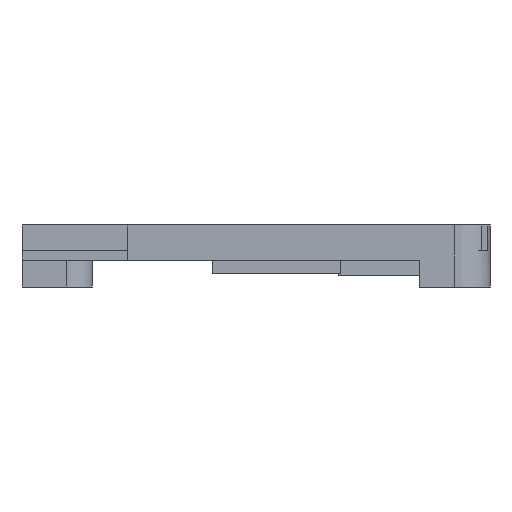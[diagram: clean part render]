
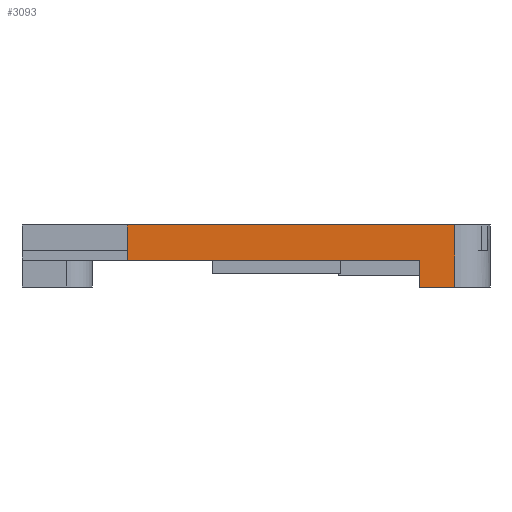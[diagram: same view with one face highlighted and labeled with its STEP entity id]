
A CAD part, left-side view. The second image highlights one B-rep face of the part: STEP entity #3093.
In plain terms, the highlighted planar face has unit normal (-1, 0, 0).
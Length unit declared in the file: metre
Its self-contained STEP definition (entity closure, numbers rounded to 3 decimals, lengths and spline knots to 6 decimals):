
#203=ORIENTED_EDGE('',*,*,#1107,.F.);
#204=ORIENTED_EDGE('',*,*,#1108,.T.);
#205=ORIENTED_EDGE('',*,*,#1109,.T.);
#206=ORIENTED_EDGE('',*,*,#1110,.F.);
#207=ORIENTED_EDGE('',*,*,#1111,.T.);
#208=ORIENTED_EDGE('',*,*,#1112,.T.);
#1107=EDGE_CURVE('',#1559,#1560,#1864,.T.);
#1108=EDGE_CURVE('',#1559,#1561,#1865,.T.);
#1109=EDGE_CURVE('',#1561,#1562,#1866,.T.);
#1110=EDGE_CURVE('',#1563,#1562,#1867,.T.);
#1111=EDGE_CURVE('',#1563,#1564,#1868,.T.);
#1112=EDGE_CURVE('',#1564,#1560,#1869,.F.);
#1559=VERTEX_POINT('',#4555);
#1560=VERTEX_POINT('',#4556);
#1561=VERTEX_POINT('',#4558);
#1562=VERTEX_POINT('',#4560);
#1563=VERTEX_POINT('',#4562);
#1564=VERTEX_POINT('',#4564);
#1864=LINE('',#4554,#2292);
#1865=LINE('',#4557,#2293);
#1866=LINE('',#4559,#2294);
#1867=LINE('',#4561,#2295);
#1868=LINE('',#4563,#2296);
#1869=LINE('',#4565,#2297);
#2292=VECTOR('',#3644,1.);
#2293=VECTOR('',#3645,1.);
#2294=VECTOR('',#3646,1.);
#2295=VECTOR('',#3647,1.);
#2296=VECTOR('',#3648,1.);
#2297=VECTOR('',#3649,1.);
#2606=EDGE_LOOP('',(#203,#204,#205,#206,#207,#208));
#2774=FACE_BOUND('',#2606,.T.);
#2945=PLANE('',#3266);
#3093=ADVANCED_FACE('',(#2774),#2945,.F.);
#3266=AXIS2_PLACEMENT_3D('',#4553,#3642,#3643);
#3642=DIRECTION('',(1.,0.,0.));
#3643=DIRECTION('',(0.,0.,-1.));
#3644=DIRECTION('',(0.,-1.,0.));
#3645=DIRECTION('',(0.,0.,-1.));
#3646=DIRECTION('',(0.,-1.,0.));
#3647=DIRECTION('',(0.,0.,1.));
#3648=DIRECTION('',(0.,-1.,0.));
#3649=DIRECTION('',(0.,0.,-1.));
#4553=CARTESIAN_POINT('',(-0.005062,0.08827,0.001));
#4554=CARTESIAN_POINT('',(-0.005062,0.08827,0.0035));
#4555=CARTESIAN_POINT('',(-0.005062,0.10477,0.0035));
#4556=CARTESIAN_POINT('',(-0.005062,0.07677,0.0035));
#4557=CARTESIAN_POINT('',(-0.005062,0.10477,0.001));
#4558=CARTESIAN_POINT('',(-0.005062,0.10477,0.0005));
#4559=CARTESIAN_POINT('',(-0.005062,0.08827,0.0005));
#4560=CARTESIAN_POINT('',(-0.005062,0.07977,0.0005));
#4561=CARTESIAN_POINT('',(-0.005062,0.07977,-0.0018));
#4562=CARTESIAN_POINT('',(-0.005062,0.07977,-0.0018));
#4563=CARTESIAN_POINT('',(-0.005062,0.08827,-0.0018));
#4564=CARTESIAN_POINT('',(-0.005062,0.07677,-0.0018));
#4565=CARTESIAN_POINT('',(-0.005062,0.07677,0.001));
